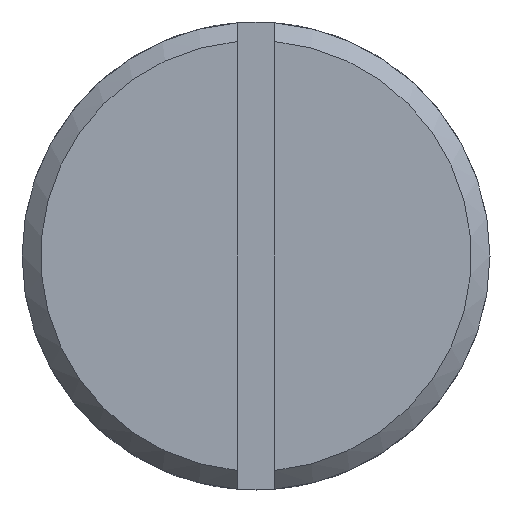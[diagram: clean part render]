
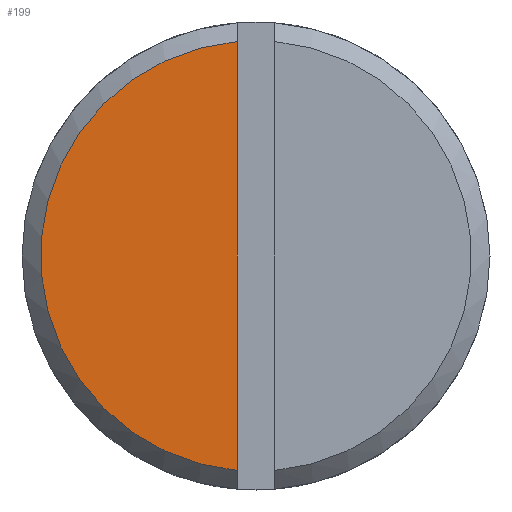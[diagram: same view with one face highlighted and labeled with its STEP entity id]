
A CAD part, left-side view. The second image highlights one B-rep face of the part: STEP entity #199.
In plain terms, the highlighted planar face has unit normal (-1, 0, 0).
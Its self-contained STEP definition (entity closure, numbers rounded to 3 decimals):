
#24=PLANE('',#243);
#38=FACE_OUTER_BOUND('',#50,.T.);
#50=EDGE_LOOP('',(#181,#182));
#59=LINE('',#340,#70);
#70=VECTOR('',#275,10.);
#81=CIRCLE('',#231,9.2);
#92=VERTEX_POINT('',#322);
#95=VERTEX_POINT('',#329);
#115=EDGE_CURVE('',#95,#92,#81,.T.);
#119=EDGE_CURVE('',#95,#92,#59,.T.);
#181=ORIENTED_EDGE('',*,*,#115,.F.);
#182=ORIENTED_EDGE('',*,*,#119,.T.);
#199=ADVANCED_FACE('',(#38),#24,.T.);
#231=AXIS2_PLACEMENT_3D('',#333,#268,#269);
#243=AXIS2_PLACEMENT_3D('',#370,#301,#302);
#268=DIRECTION('center_axis',(1.,0.,0.));
#269=DIRECTION('ref_axis',(0.,1.,0.));
#275=DIRECTION('',(0.,0.,1.));
#301=DIRECTION('center_axis',(-1.,0.,0.));
#302=DIRECTION('ref_axis',(0.,0.,1.));
#322=CARTESIAN_POINT('',(-3.1,0.8,9.165));
#329=CARTESIAN_POINT('',(-3.1,0.8,-9.165));
#333=CARTESIAN_POINT('Origin',(-3.1,0.,0.));
#340=CARTESIAN_POINT('',(-3.1,0.8,0.));
#370=CARTESIAN_POINT('Origin',(-3.1,5.,0.));
